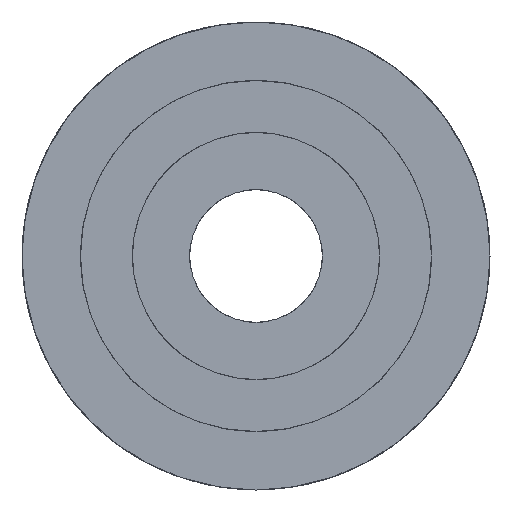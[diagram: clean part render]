
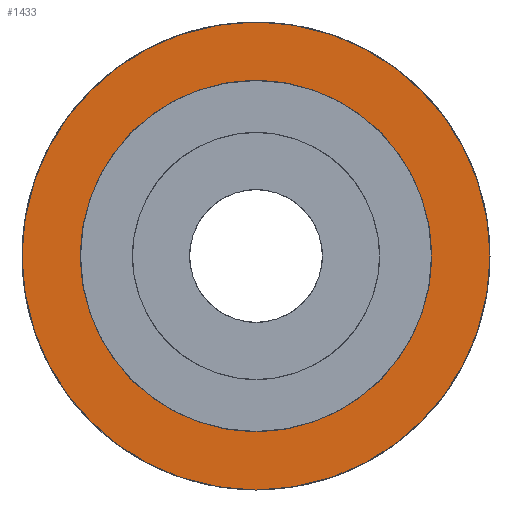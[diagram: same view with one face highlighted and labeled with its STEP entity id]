
A CAD part, left-side view. The second image highlights one B-rep face of the part: STEP entity #1433.
In plain terms, the highlighted free-form (B-spline) face has degree [1, 1] with [2, 2] control points.
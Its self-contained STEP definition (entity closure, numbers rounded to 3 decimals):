
#1360=(
BOUNDED_SURFACE()
B_SPLINE_SURFACE(1,1,((#1361,#1362),(#1363,#1364)),.UNSPECIFIED.,.F.,.F.,.F.)
B_SPLINE_SURFACE_WITH_KNOTS((2,2),(2,2),(0.000,1.000),(0.000,1.000),.UNSPECIFIED.)
GEOMETRIC_REPRESENTATION_ITEM()
RATIONAL_B_SPLINE_SURFACE(((1.,1.),(1.,1.)))
REPRESENTATION_ITEM('')
SURFACE()
);
#1361=CARTESIAN_POINT('',(0.,-14.089,-14.089));
#1362=CARTESIAN_POINT('',(0.,14.089,-14.089));
#1363=CARTESIAN_POINT('',(0.,-14.089,14.089));
#1364=CARTESIAN_POINT('',(0.,14.089,14.089));
#1365=CARTESIAN_POINT('',(0.,0.,-13.514));
#1366=VERTEX_POINT('',#1365);
#1367=(
BOUNDED_CURVE()
B_SPLINE_CURVE(2,(#1368,#1369,#1370),.UNSPECIFIED.,.F.,.F.)
B_SPLINE_CURVE_WITH_KNOTS((3,3),(0.000,1.000),.UNSPECIFIED.)
CURVE()
GEOMETRIC_REPRESENTATION_ITEM()
RATIONAL_B_SPLINE_CURVE((1.,0.707,1.))
REPRESENTATION_ITEM('')
);
#1368=CARTESIAN_POINT('',(0.,0.,-13.514));
#1369=CARTESIAN_POINT('',(0.,13.514,-13.514));
#1370=CARTESIAN_POINT('',(0.,13.514,0.));
#1371=CARTESIAN_POINT('',(0.,13.514,0.));
#1372=VERTEX_POINT('',#1371);
#1373=EDGE_CURVE('',#1366,#1372,#1367,.T.);
#1374=ORIENTED_EDGE('',*,*,#1373,.T.);
#1375=(
BOUNDED_CURVE()
B_SPLINE_CURVE(2,(#1376,#1377,#1378),.UNSPECIFIED.,.F.,.F.)
B_SPLINE_CURVE_WITH_KNOTS((3,3),(0.000,1.000),.UNSPECIFIED.)
CURVE()
GEOMETRIC_REPRESENTATION_ITEM()
RATIONAL_B_SPLINE_CURVE((1.,0.707,1.))
REPRESENTATION_ITEM('')
);
#1376=CARTESIAN_POINT('',(0.,13.514,0.));
#1377=CARTESIAN_POINT('',(0.,13.514,13.514));
#1378=CARTESIAN_POINT('',(0.,0.,13.514));
#1379=CARTESIAN_POINT('',(0.,0.,13.514));
#1380=VERTEX_POINT('',#1379);
#1381=EDGE_CURVE('',#1372,#1380,#1375,.T.);
#1382=ORIENTED_EDGE('',*,*,#1381,.T.);
#1383=(
BOUNDED_CURVE()
B_SPLINE_CURVE(2,(#1384,#1385,#1386),.UNSPECIFIED.,.F.,.F.)
B_SPLINE_CURVE_WITH_KNOTS((3,3),(0.000,1.000),.UNSPECIFIED.)
CURVE()
GEOMETRIC_REPRESENTATION_ITEM()
RATIONAL_B_SPLINE_CURVE((1.,0.707,1.))
REPRESENTATION_ITEM('')
);
#1384=CARTESIAN_POINT('',(0.,0.,13.514));
#1385=CARTESIAN_POINT('',(0.,-13.514,13.514));
#1386=CARTESIAN_POINT('',(0.,-13.514,0.));
#1387=CARTESIAN_POINT('',(0.,-13.514,0.));
#1388=VERTEX_POINT('',#1387);
#1389=EDGE_CURVE('',#1380,#1388,#1383,.T.);
#1390=ORIENTED_EDGE('',*,*,#1389,.T.);
#1391=(
BOUNDED_CURVE()
B_SPLINE_CURVE(2,(#1392,#1393,#1394),.UNSPECIFIED.,.F.,.F.)
B_SPLINE_CURVE_WITH_KNOTS((3,3),(0.000,1.000),.UNSPECIFIED.)
CURVE()
GEOMETRIC_REPRESENTATION_ITEM()
RATIONAL_B_SPLINE_CURVE((1.,0.707,1.))
REPRESENTATION_ITEM('')
);
#1392=CARTESIAN_POINT('',(0.,-13.514,0.));
#1393=CARTESIAN_POINT('',(0.,-13.514,-13.514));
#1394=CARTESIAN_POINT('',(0.,0.,-13.514));
#1395=EDGE_CURVE('',#1388,#1366,#1391,.T.);
#1396=ORIENTED_EDGE('',*,*,#1395,.T.);
#1397=EDGE_LOOP('',(#1374,#1382,#1390,#1396));
#1398=FACE_OUTER_BOUND('',#1397,.T.);
#1399=CARTESIAN_POINT('',(0.,0.,10.135));
#1400=VERTEX_POINT('',#1399);
#1401=(
BOUNDED_CURVE()
B_SPLINE_CURVE(2,(#1402,#1403,#1404),.UNSPECIFIED.,.F.,.F.)
B_SPLINE_CURVE_WITH_KNOTS((3,3),(0.000,1.000),.UNSPECIFIED.)
CURVE()
GEOMETRIC_REPRESENTATION_ITEM()
RATIONAL_B_SPLINE_CURVE((1.,0.707,1.))
REPRESENTATION_ITEM('')
);
#1402=CARTESIAN_POINT('',(0.,0.,10.135));
#1403=CARTESIAN_POINT('',(0.,10.135,10.135));
#1404=CARTESIAN_POINT('',(0.,10.135,0.));
#1405=CARTESIAN_POINT('',(0.,10.135,0.));
#1406=VERTEX_POINT('',#1405);
#1407=EDGE_CURVE('',#1400,#1406,#1401,.T.);
#1408=ORIENTED_EDGE('',*,*,#1407,.T.);
#1409=(
BOUNDED_CURVE()
B_SPLINE_CURVE(2,(#1410,#1411,#1412),.UNSPECIFIED.,.F.,.F.)
B_SPLINE_CURVE_WITH_KNOTS((3,3),(0.000,1.000),.UNSPECIFIED.)
CURVE()
GEOMETRIC_REPRESENTATION_ITEM()
RATIONAL_B_SPLINE_CURVE((1.,0.707,1.))
REPRESENTATION_ITEM('')
);
#1410=CARTESIAN_POINT('',(0.,10.135,0.));
#1411=CARTESIAN_POINT('',(0.,10.135,-10.135));
#1412=CARTESIAN_POINT('',(0.,0.,-10.135));
#1413=CARTESIAN_POINT('',(0.,0.,-10.135));
#1414=VERTEX_POINT('',#1413);
#1415=EDGE_CURVE('',#1406,#1414,#1409,.T.);
#1416=ORIENTED_EDGE('',*,*,#1415,.T.);
#1417=(
BOUNDED_CURVE()
B_SPLINE_CURVE(2,(#1418,#1419,#1420),.UNSPECIFIED.,.F.,.F.)
B_SPLINE_CURVE_WITH_KNOTS((3,3),(0.000,1.000),.UNSPECIFIED.)
CURVE()
GEOMETRIC_REPRESENTATION_ITEM()
RATIONAL_B_SPLINE_CURVE((1.,0.707,1.))
REPRESENTATION_ITEM('')
);
#1418=CARTESIAN_POINT('',(0.,0.,-10.135));
#1419=CARTESIAN_POINT('',(0.,-10.135,-10.135));
#1420=CARTESIAN_POINT('',(0.,-10.135,0.));
#1421=CARTESIAN_POINT('',(0.,-10.135,0.));
#1422=VERTEX_POINT('',#1421);
#1423=EDGE_CURVE('',#1414,#1422,#1417,.T.);
#1424=ORIENTED_EDGE('',*,*,#1423,.T.);
#1425=(
BOUNDED_CURVE()
B_SPLINE_CURVE(2,(#1426,#1427,#1428),.UNSPECIFIED.,.F.,.F.)
B_SPLINE_CURVE_WITH_KNOTS((3,3),(0.000,1.000),.UNSPECIFIED.)
CURVE()
GEOMETRIC_REPRESENTATION_ITEM()
RATIONAL_B_SPLINE_CURVE((1.,0.707,1.))
REPRESENTATION_ITEM('')
);
#1426=CARTESIAN_POINT('',(0.,-10.135,0.));
#1427=CARTESIAN_POINT('',(0.,-10.135,10.135));
#1428=CARTESIAN_POINT('',(0.,0.,10.135));
#1429=EDGE_CURVE('',#1422,#1400,#1425,.T.);
#1430=ORIENTED_EDGE('',*,*,#1429,.T.);
#1431=EDGE_LOOP('',(#1408,#1416,#1424,#1430));
#1432=FACE_BOUND('',#1431,.T.);
#1433=ADVANCED_FACE('',(#1398,#1432),#1360,.T.);
